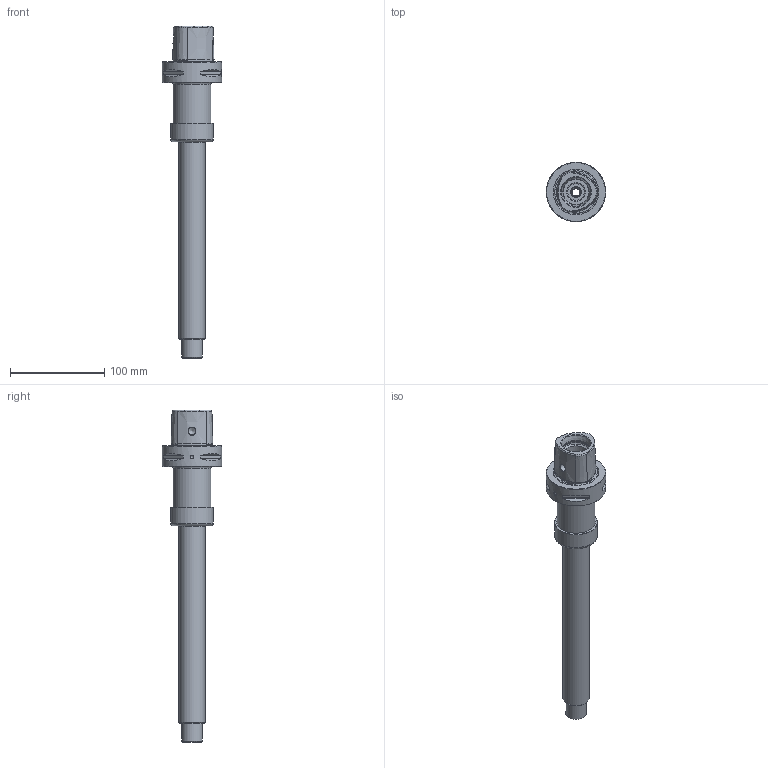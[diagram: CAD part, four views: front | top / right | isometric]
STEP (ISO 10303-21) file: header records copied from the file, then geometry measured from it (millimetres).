
FILE_DESCRIPTION(/* description */ (''),/* implementation_level */ '2;1');
FILE_NAME(/* name */ '888613150.stp',/* time_stamp */ '2021-07-27T13:23:27',/* author */ ('LRA'),/* organization */ ('REGO-FIX'),/* preprocessor_version */ ' Unknown',/* originating_system */ 'SIEMENS PLM Software Solid Edge ST10',/* authorization */ 'Unknown');
FILE_SCHEMA (('AUTOMOTIVE_DESIGN { 1 0 10303 214 2 1 1}'));
Length unit declared in the file: millimetre
Products named in the file (1): NOCUT
Bounding box: 63 x 63 x 352.5 mm (x, y, z)
Volume: 290253.1 mm3; surface area: 63991.3 mm2
Topology: 1 solids, 3 shells, 156 faces, 358 edges, 219 vertices
Faces by surface type: cone 74, cylinder 33, plane 31, torus 18
Full cylindrical faces by diameter (mm): 4 x1, 8.1 x2, 8.35 x1, 8.376 x1, 10 x1, 10.5 x1, 17.835 x1, 22 x1, 23.8 x1, 24.7 x1, 25 x1, 28 x3, 29 x1, 32 x1, 33 x1, 34 x1, 38.376 x1, 40 x1, 40.05 x1, 43.3 x1, 45.65 x1, 63 x1
Entity records: 5016 total; most frequent: CARTESIAN_POINT 851, DIRECTION 654, ORIENTED_EDGE 506, AXIS2_PLACEMENT_3D 297, FACE_BOUND 254, EDGE_CURVE 253, EDGE_LOOP 251, VERTEX_POINT 193
